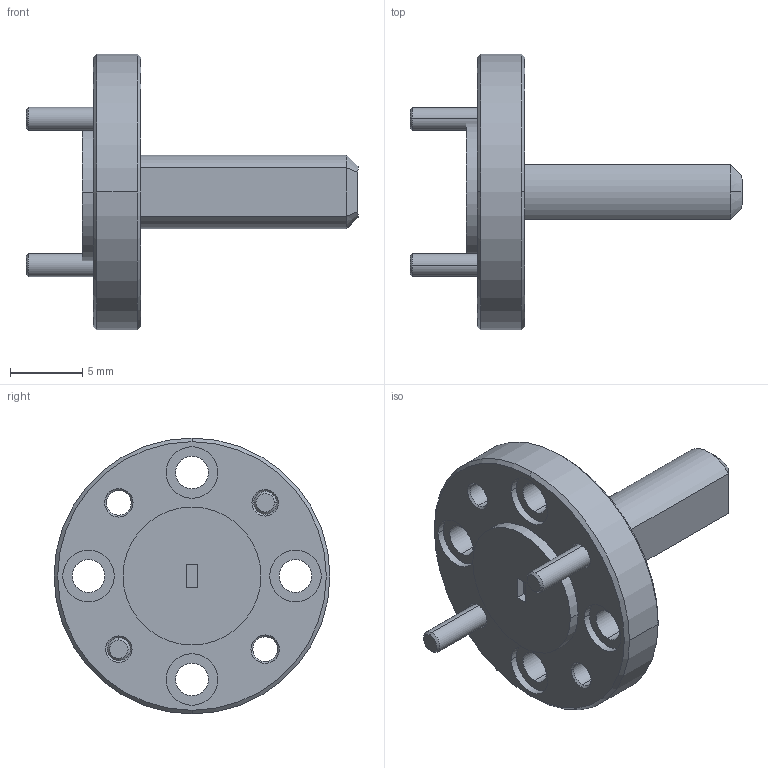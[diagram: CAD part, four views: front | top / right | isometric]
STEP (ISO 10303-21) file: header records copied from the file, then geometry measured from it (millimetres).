
FILE_DESCRIPTION (( 'STEP AP203' ), '1' );
FILE_NAME ('DMAR-06-804-1 DEFEATURED.STEP', '2017-06-09T15:41:01', ( '' ), ( '' ), 'SwSTEP 2.0', 'SolidWorks 2013', '' );
FILE_SCHEMA (( 'CONFIG_CONTROL_DESIGN' ));
Length unit declared in the file: inch
Products named in the file (1): DMAR-06-804-1 DEFEATURED
Bounding box: 22.92 x 19.05 x 19.05 mm (x, y, z)
Volume: 1185 mm3; surface area: 1202.4 mm2
Topology: 3 solids, 3 shells, 78 faces, 179 edges, 114 vertices
Faces by surface type: cylinder 34, cone 23, plane 21
Entity records: 2346 total; most frequent: DIRECTION 433, CARTESIAN_POINT 384, ORIENTED_EDGE 358, AXIS2_PLACEMENT_3D 179, EDGE_CURVE 179, VERTEX_POINT 114, EDGE_LOOP 101, CIRCLE 100
